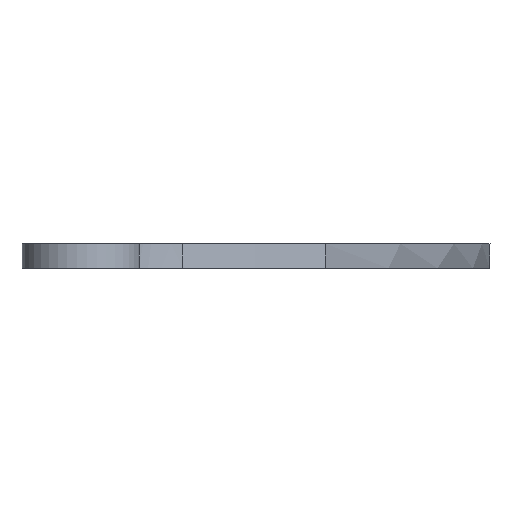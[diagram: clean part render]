
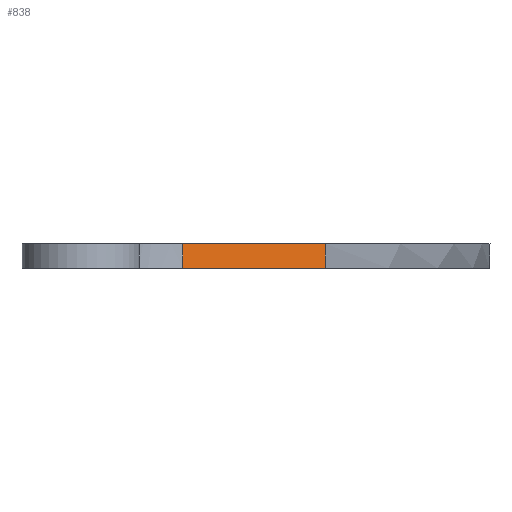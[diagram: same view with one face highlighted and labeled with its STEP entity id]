
A CAD part, left-side view. The second image highlights one B-rep face of the part: STEP entity #838.
In plain terms, the highlighted free-form (B-spline) face has degree [3, 1] with [12, 2] control points.
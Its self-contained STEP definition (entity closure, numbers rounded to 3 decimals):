
#31=B_SPLINE_SURFACE_WITH_KNOTS('',3,1,((#3021,#3022),(#3023,#3024),(#3025,
#3026),(#3027,#3028),(#3029,#3030),(#3031,#3032),(#3033,#3034),(#3035,#3036),
(#3037,#3038),(#3039,#3040),(#3041,#3042),(#3043,#3044)),.UNSPECIFIED.,
 .F.,.F.,.F.,(4,1,1,1,1,1,1,1,1,4),(2,2),(0.,1.917,3.834,
7.667,11.334,15.,16.212,17.423,
18.325,19.227),(0.,1.081),.UNSPECIFIED.);
#55=B_SPLINE_CURVE_WITH_KNOTS('',3,(#1503,#1504,#1505,#1506,#1507,#1508),
 .UNSPECIFIED.,.F.,.F.,(4,1,1,4),(-8.626,-5.158,-3.679,
-3.508),.UNSPECIFIED.);
#64=B_SPLINE_CURVE_WITH_KNOTS('',3,(#1939,#1940,#1941,#1942,#1943,#1944),
 .UNSPECIFIED.,.F.,.F.,(4,1,1,4),(-12.523,-12.416,-11.488,
-9.311),.UNSPECIFIED.);
#158=FACE_OUTER_BOUND('',#213,.T.);
#213=EDGE_LOOP('',(#764,#765,#766,#767));
#261=LINE('',#2851,#320);
#266=LINE('',#2917,#325);
#320=VECTOR('',#1003,10.);
#325=VECTOR('',#1010,10.);
#366=VERTEX_POINT('',#1486);
#367=VERTEX_POINT('',#1502);
#397=VERTEX_POINT('',#1822);
#398=VERTEX_POINT('',#1938);
#454=EDGE_CURVE('',#367,#366,#55,.T.);
#491=EDGE_CURVE('',#398,#397,#64,.T.);
#523=EDGE_CURVE('',#366,#398,#261,.T.);
#528=EDGE_CURVE('',#397,#367,#266,.T.);
#764=ORIENTED_EDGE('',*,*,#523,.T.);
#765=ORIENTED_EDGE('',*,*,#491,.T.);
#766=ORIENTED_EDGE('',*,*,#528,.T.);
#767=ORIENTED_EDGE('',*,*,#454,.T.);
#838=ADVANCED_FACE('',(#158),#31,.T.);
#1003=DIRECTION('',(0.,0.,-1.));
#1010=DIRECTION('',(0.,0.,1.));
#1486=CARTESIAN_POINT('',(70.883,92.557,6.3));
#1502=CARTESIAN_POINT('',(92.086,56.255,6.3));
#1503=CARTESIAN_POINT('Ctrl Pts',(92.086,56.255,6.3));
#1504=CARTESIAN_POINT('Ctrl Pts',(86.364,63.8,6.3));
#1505=CARTESIAN_POINT('Ctrl Pts',(79.978,76.243,6.3));
#1506=CARTESIAN_POINT('Ctrl Pts',(73.68,87.791,6.3));
#1507=CARTESIAN_POINT('Ctrl Pts',(71.152,92.108,6.3));
#1508=CARTESIAN_POINT('Ctrl Pts',(70.883,92.557,6.3));
#1822=CARTESIAN_POINT('',(92.086,56.255,0.));
#1938=CARTESIAN_POINT('',(70.883,92.557,0.));
#1939=CARTESIAN_POINT('Ctrl Pts',(70.883,92.557,0.));
#1940=CARTESIAN_POINT('Ctrl Pts',(71.152,92.108,0.));
#1941=CARTESIAN_POINT('Ctrl Pts',(73.68,87.791,0.));
#1942=CARTESIAN_POINT('Ctrl Pts',(79.978,76.243,0.));
#1943=CARTESIAN_POINT('Ctrl Pts',(86.364,63.8,0.));
#1944=CARTESIAN_POINT('Ctrl Pts',(92.086,56.255,0.));
#2851=CARTESIAN_POINT('',(70.883,92.557,6.3));
#2917=CARTESIAN_POINT('',(92.086,56.255,6.3));
#3021=CARTESIAN_POINT('Ctrl Pts',(199.023,2.631,7.656));
#3022=CARTESIAN_POINT('Ctrl Pts',(199.023,2.631,-3.159));
#3023=CARTESIAN_POINT('Ctrl Pts',(193.159,1.671,7.656));
#3024=CARTESIAN_POINT('Ctrl Pts',(193.159,1.671,-3.159));
#3025=CARTESIAN_POINT('Ctrl Pts',(179.917,6.799,7.656));
#3026=CARTESIAN_POINT('Ctrl Pts',(179.917,6.799,-3.159));
#3027=CARTESIAN_POINT('Ctrl Pts',(156.362,14.75,7.656));
#3028=CARTESIAN_POINT('Ctrl Pts',(156.362,14.75,-3.159));
#3029=CARTESIAN_POINT('Ctrl Pts',(128.403,29.484,7.656));
#3030=CARTESIAN_POINT('Ctrl Pts',(128.403,29.484,-3.159));
#3031=CARTESIAN_POINT('Ctrl Pts',(94.807,47.192,7.656));
#3032=CARTESIAN_POINT('Ctrl Pts',(94.807,47.192,-3.159));
#3033=CARTESIAN_POINT('Ctrl Pts',(81.216,73.973,7.656));
#3034=CARTESIAN_POINT('Ctrl Pts',(81.216,73.973,-3.159));
#3035=CARTESIAN_POINT('Ctrl Pts',(72.072,90.739,7.656));
#3036=CARTESIAN_POINT('Ctrl Pts',(72.072,90.739,-3.159));
#3037=CARTESIAN_POINT('Ctrl Pts',(64.89,102.508,7.656));
#3038=CARTESIAN_POINT('Ctrl Pts',(64.89,102.508,-3.159));
#3039=CARTESIAN_POINT('Ctrl Pts',(55.439,97.45,7.656));
#3040=CARTESIAN_POINT('Ctrl Pts',(55.439,97.45,-3.159));
#3041=CARTESIAN_POINT('Ctrl Pts',(49.242,95.426,7.656));
#3042=CARTESIAN_POINT('Ctrl Pts',(49.242,95.426,-3.159));
#3043=CARTESIAN_POINT('Ctrl Pts',(47.018,93.894,7.656));
#3044=CARTESIAN_POINT('Ctrl Pts',(47.018,93.894,-3.159));
